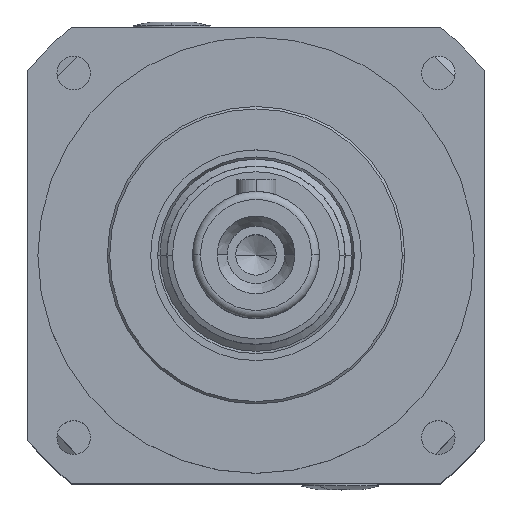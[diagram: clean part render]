
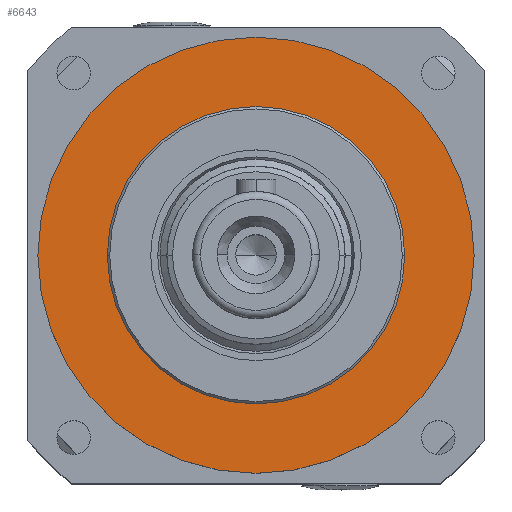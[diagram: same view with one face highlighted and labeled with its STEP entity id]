
A CAD part, top view. The second image highlights one B-rep face of the part: STEP entity #6643.
In plain terms, the highlighted planar face has unit normal (0, 0, 1).
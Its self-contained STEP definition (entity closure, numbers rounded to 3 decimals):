
#72 = CARTESIAN_POINT ( 'NONE',  ( 0., 0., 67. ) ) ;
#73 = DIRECTION ( 'NONE',  ( 0., 0., 1. ) ) ;
#74 = DIRECTION ( 'NONE',  ( 1., 0., 0. ) ) ;
#76 = CARTESIAN_POINT ( 'NONE',  ( 0., 0., 67. ) ) ;
#77 = DIRECTION ( 'NONE',  ( 0., 0., 1. ) ) ;
#78 = DIRECTION ( 'NONE',  ( 1., 0., 0. ) ) ;
#833 = CIRCLE ( 'NONE', #10715, 55. ) ;
#845 = CIRCLE ( 'NONE', #10717, 37.5 ) ;
#2666 = CARTESIAN_POINT ( 'NONE',  ( -55., 0., 67. ) ) ;
#2698 = EDGE_CURVE ( 'NONE', #5886, #5857, #833, .T. ) ;
#2699 = EDGE_CURVE ( 'NONE', #5892, #5890, #845, .T. ) ;
#2862 = CARTESIAN_POINT ( 'NONE',  ( 55., 0., 67. ) ) ;
#2866 = CARTESIAN_POINT ( 'NONE',  ( 37.5, 0., 67. ) ) ;
#2868 = CARTESIAN_POINT ( 'NONE',  ( -37.5, 0., 67. ) ) ;
#3791 = FACE_OUTER_BOUND ( 'NONE', #5538, .T. ) ;
#3799 = FACE_BOUND ( 'NONE', #5541, .T. ) ;
#4077 = AXIS2_PLACEMENT_3D ( 'NONE', #8805, #8815, #8817 ) ;
#4158 = AXIS2_PLACEMENT_3D ( 'NONE', #9749, #9751, #9753 ) ;
#4159 = AXIS2_PLACEMENT_3D ( 'NONE', #9758, #9760, #9761 ) ;
#5099 = ORIENTED_EDGE ( 'NONE', *, *, #6809, .T. ) ;
#5100 = ORIENTED_EDGE ( 'NONE', *, *, #2698, .T. ) ;
#5101 = ORIENTED_EDGE ( 'NONE', *, *, #2699, .F. ) ;
#5102 = ORIENTED_EDGE ( 'NONE', *, *, #6810, .F. ) ;
#5538 = EDGE_LOOP ( 'NONE', ( #5099, #5100 ) ) ;
#5541 = EDGE_LOOP ( 'NONE', ( #5101, #5102 ) ) ;
#5857 = VERTEX_POINT ( 'NONE', #2666 ) ;
#5886 = VERTEX_POINT ( 'NONE', #2862 ) ;
#5890 = VERTEX_POINT ( 'NONE', #2866 ) ;
#5892 = VERTEX_POINT ( 'NONE', #2868 ) ;
#6643 = ADVANCED_FACE ( 'NONE', ( #3791, #3799 ), #8811, .T. ) ;
#6809 = EDGE_CURVE ( 'NONE', #5857, #5886, #10157, .T. ) ;
#6810 = EDGE_CURVE ( 'NONE', #5890, #5892, #10158, .T. ) ;
#8805 = CARTESIAN_POINT ( 'NONE',  ( 0., 0., 67. ) ) ;
#8811 = PLANE ( 'NONE',  #4077 ) ;
#8815 = DIRECTION ( 'NONE',  ( 0., 0., 1. ) ) ;
#8817 = DIRECTION ( 'NONE',  ( 1., 0., 0. ) ) ;
#9749 = CARTESIAN_POINT ( 'NONE',  ( 0., 0., 67. ) ) ;
#9751 = DIRECTION ( 'NONE',  ( 0., 0., 1. ) ) ;
#9753 = DIRECTION ( 'NONE',  ( 1., 0., 0. ) ) ;
#9758 = CARTESIAN_POINT ( 'NONE',  ( 0., 0., 67. ) ) ;
#9760 = DIRECTION ( 'NONE',  ( 0., 0., 1. ) ) ;
#9761 = DIRECTION ( 'NONE',  ( 1., 0., 0. ) ) ;
#10157 = CIRCLE ( 'NONE', #4158, 55. ) ;
#10158 = CIRCLE ( 'NONE', #4159, 37.5 ) ;
#10715 = AXIS2_PLACEMENT_3D ( 'NONE', #72, #73, #74 ) ;
#10717 = AXIS2_PLACEMENT_3D ( 'NONE', #76, #77, #78 ) ;
